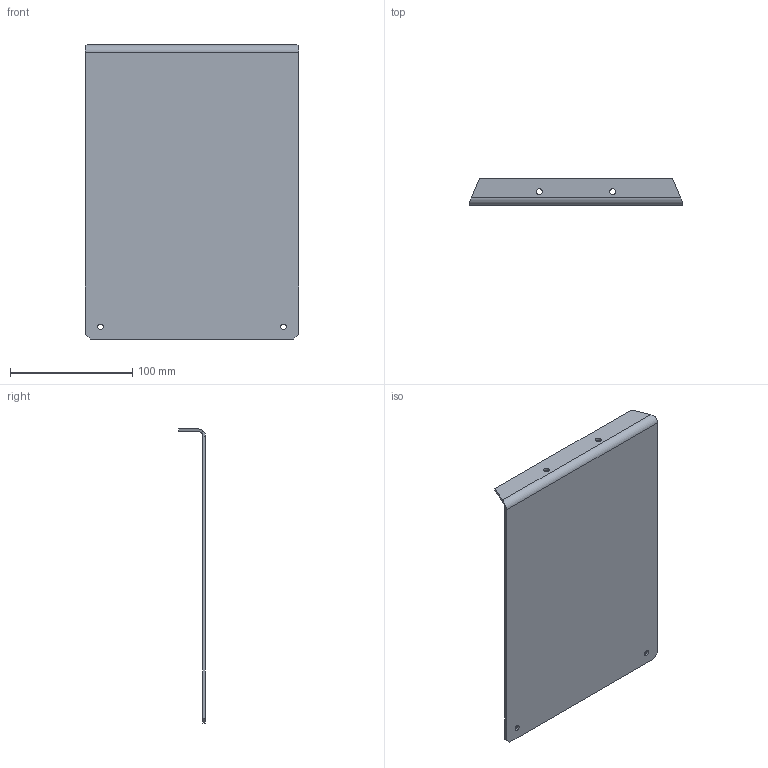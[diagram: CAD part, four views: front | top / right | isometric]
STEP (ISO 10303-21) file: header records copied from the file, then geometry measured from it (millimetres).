
FILE_DESCRIPTION(('FreeCAD Model'),'2;1');
FILE_NAME('Open CASCADE Shape Model','2025-04-06T17:18:27',(''),(''), 'Open CASCADE STEP processor 7.8','FreeCAD','Unknown');
FILE_SCHEMA(('AUTOMOTIVE_DESIGN { 1 0 10303 214 1 1 1 1 }'));
Length unit declared in the file: millimetre
Products named in the file (1): Chamfer
Bounding box: 174.8 x 22 x 241 mm (x, y, z)
Volume: 89994 mm3; surface area: 91809.6 mm2
Topology: 1 solids, 1 shells, 20 faces, 48 edges, 30 vertices
Faces by surface type: plane 10, cylinder 6, bspline 4
Full cylindrical faces by diameter (mm): 4.5 x2, 4.8 x2
Entity records: 718 total; most frequent: CARTESIAN_POINT 237, ORIENTED_EDGE 96, DIRECTION 84, EDGE_CURVE 48, AXIS2_PLACEMENT_3D 31, VERTEX_POINT 30, FACE_BOUND 28, EDGE_LOOP 28
